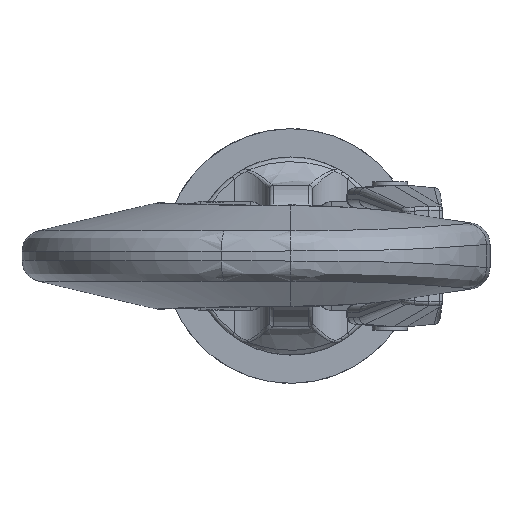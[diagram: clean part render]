
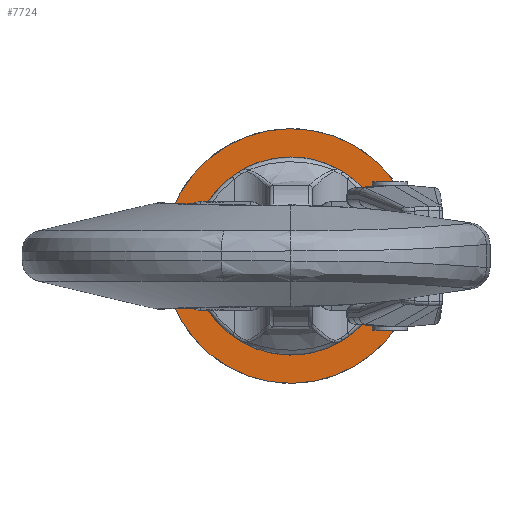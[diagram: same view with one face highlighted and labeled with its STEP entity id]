
A CAD part, front view. The second image highlights one B-rep face of the part: STEP entity #7724.
In plain terms, the highlighted planar face has unit normal (0, -1, 0).
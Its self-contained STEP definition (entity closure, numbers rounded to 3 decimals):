
#262=FACE_BOUND('',#1913,.T.);
#1000=CIRCLE('',#8445,10.5);
#1003=CIRCLE('',#8449,18.);
#1449=FACE_OUTER_BOUND('',#1912,.T.);
#1912=EDGE_LOOP('',(#6726));
#1913=EDGE_LOOP('',(#6727));
#3385=VERTEX_POINT('',#22785);
#3388=VERTEX_POINT('',#22793);
#4496=EDGE_CURVE('',#3385,#3385,#1000,.T.);
#4501=EDGE_CURVE('',#3388,#3388,#1003,.T.);
#6726=ORIENTED_EDGE('',*,*,#4501,.T.);
#6727=ORIENTED_EDGE('',*,*,#4496,.T.);
#6830=PLANE('',#8451);
#7724=ADVANCED_FACE('',(#1449,#262),#6830,.T.);
#8445=AXIS2_PLACEMENT_3D('',#22786,#10165,#10166);
#8449=AXIS2_PLACEMENT_3D('',#22795,#10175,#10176);
#8451=AXIS2_PLACEMENT_3D('',#22797,#10179,#10180);
#10165=DIRECTION('center_axis',(0.,1.,0.));
#10166=DIRECTION('ref_axis',(-0.509,0.,0.861));
#10175=DIRECTION('center_axis',(0.,-1.,0.));
#10176=DIRECTION('ref_axis',(-0.509,0.,0.861));
#10179=DIRECTION('center_axis',(0.,-1.,0.));
#10180=DIRECTION('ref_axis',(-0.509,0.,0.861));
#22785=CARTESIAN_POINT('',(5.341,-5.5,-9.04));
#22786=CARTESIAN_POINT('Origin',(0.,-5.5,0.));
#22793=CARTESIAN_POINT('',(9.156,-5.5,-15.497));
#22795=CARTESIAN_POINT('Origin',(0.,-5.5,0.));
#22797=CARTESIAN_POINT('Origin',(0.,-5.5,0.));
